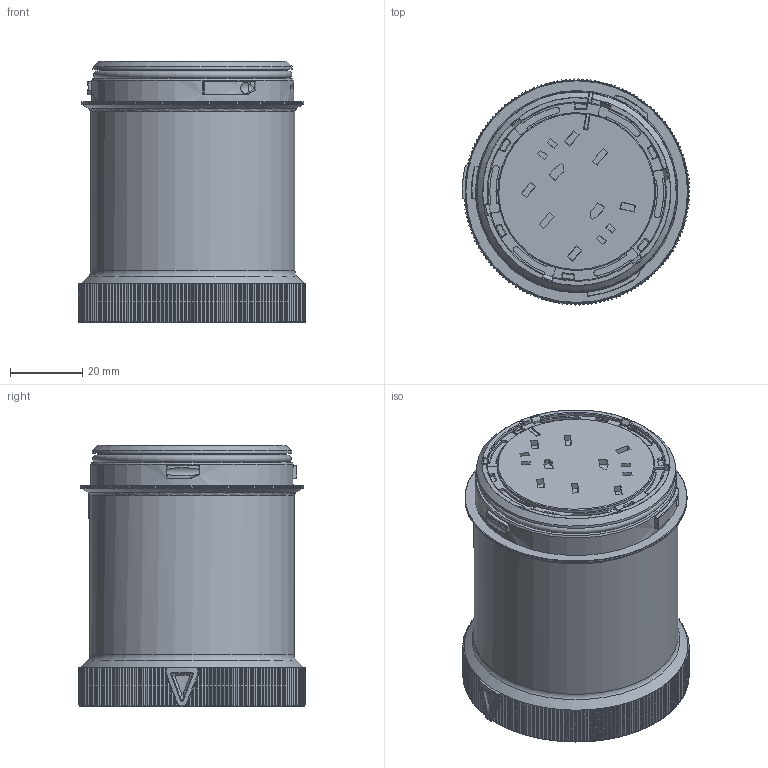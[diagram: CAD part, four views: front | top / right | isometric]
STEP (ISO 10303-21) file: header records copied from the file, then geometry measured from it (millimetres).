
FILE_DESCRIPTION(/* description */ (''),/* implementation_level */ '2;1');
FILE_NAME(/* name */ 'YDC_YDA_YDF_YFF_HP_YDC_HP_YLL.stp',/* time_stamp */ '2013-03-25T11:00:12+01:00',/* author */ (''),/* organization */ (''),/* preprocessor_version */ 'ST-DEVELOPER v11',/* originating_system */ 'SIEMENS PLM Software NX 7.5',/* authorisation */ '');
FILE_SCHEMA (('AUTOMOTIVE_DESIGN { 1 0 10303 214 1 1 1 1 }'));
Length unit declared in the file: millimetre
Products named in the file (1): m.ne398E7got
Bounding box: 63.1 x 62.69 x 72.45 mm (x, y, z)
Volume: 158600.9 mm3; surface area: 23533.2 mm2
Topology: 1 solids, 22 shells, 1294 faces, 3165 edges, 1930 vertices
Faces by surface type: plane 699, cylinder 312, cone 100, bspline 99, torus 55, sphere 29
Full cylindrical faces by diameter (mm): 1.2 x6, 51.319 x1, 52.6 x1, 56.1 x1, 56.7 x1, 61.7 x1
Entity records: 46476 total; most frequent: CARTESIAN_POINT 17724, ORIENTED_EDGE 6172, DIRECTION 5724, EDGE_CURVE 3086, AXIS2_PLACEMENT_3D 2228, VERTEX_POINT 1905, EDGE_LOOP 1361, ADVANCED_FACE 1293
